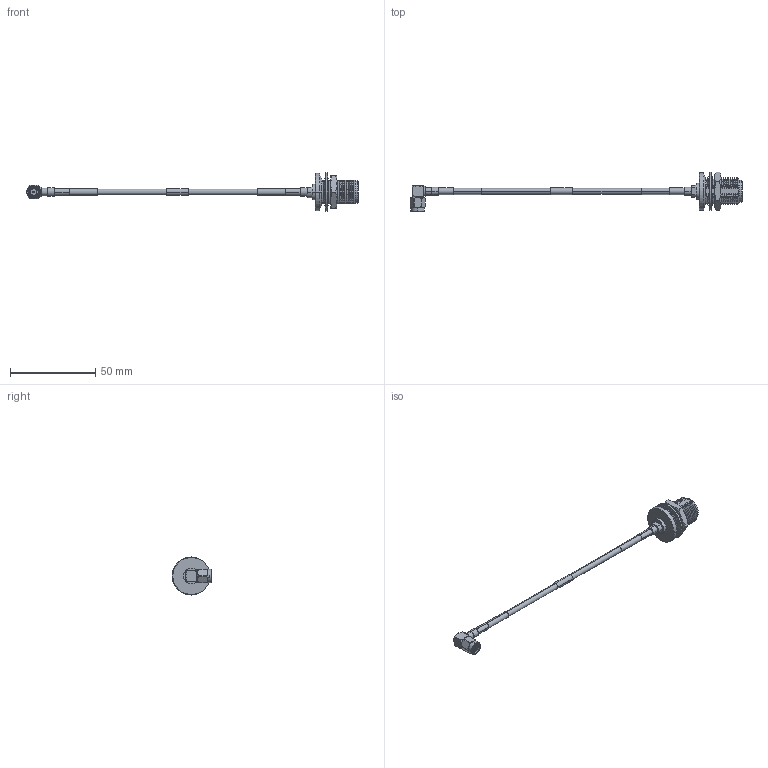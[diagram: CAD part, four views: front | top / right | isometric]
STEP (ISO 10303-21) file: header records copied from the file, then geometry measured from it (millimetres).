
FILE_DESCRIPTION (( 'STEP AP214' ), '1' );
FILE_NAME ('LCCA30480_3D.STEP', '2020-04-23T16:51:42', ( '' ), ( '' ), 'SwSTEP 2.0', 'SolidWorks 2018', '' );
FILE_SCHEMA (( 'AUTOMOTIVE_DESIGN' ));
Length unit declared in the file: inch
Products named in the file (6): 1AW01-003_.152 ID; LCCN3045; LC141TBJ-PROD; LCCN3057___; LC141TBJ (141 Formable with HeatShrink); LCCA30480_3D
Assembly tree (7 placements, depth 3):
  LCCA30480_3D
    LC141TBJ-PROD
      LC141TBJ (141 Formable with HeatShrink)
      1AW01-003_.152 ID  x3
    LCCN3045
    LCCN3057___
Bounding box: 194.85 x 23.34 x 22.35 mm (x, y, z)
Volume: 7571.2 mm3; surface area: 9374.7 mm2
Topology: 14 solids, 15 shells, 576 faces, 1486 edges, 956 vertices
Faces by surface type: plane 303, cone 150, cylinder 108, torus 12, bspline 3
Entity records: 19906 total; most frequent: CARTESIAN_POINT 5530, ORIENTED_EDGE 2920, DIRECTION 2740, EDGE_CURVE 1460, AXIS2_PLACEMENT_3D 980, VERTEX_POINT 940, VECTOR 780, LINE 780
